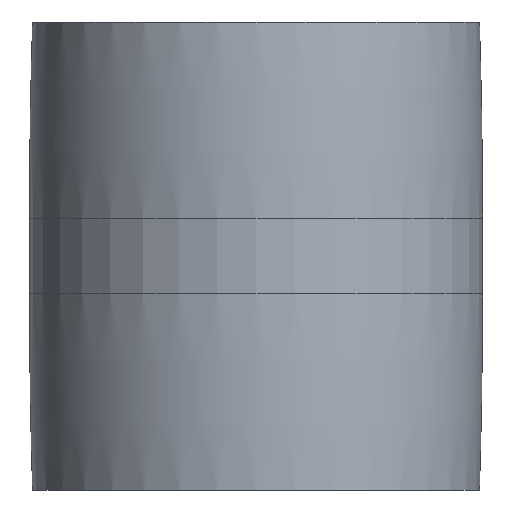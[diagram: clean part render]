
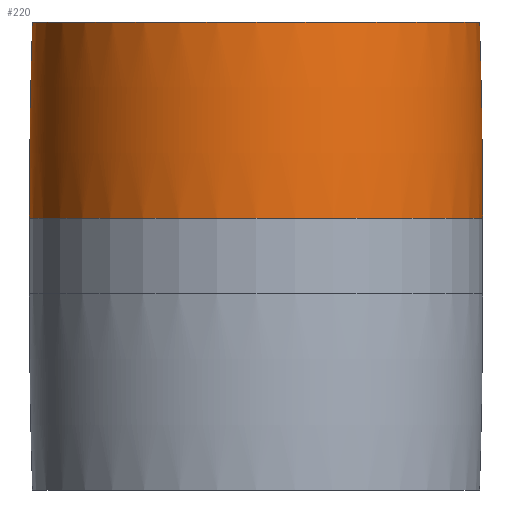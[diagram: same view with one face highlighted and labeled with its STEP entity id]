
A CAD part, front view. The second image highlights one B-rep face of the part: STEP entity #220.
In plain terms, the highlighted toroidal (fillet/blend) face has major radius 2006.08 mm and minor radius 2080.62 mm.
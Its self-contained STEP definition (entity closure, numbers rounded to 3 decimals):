
#17 = EDGE_CURVE ( 'NONE', #634, #237, #883, .T. ) ;
#21 = CARTESIAN_POINT ( 'NONE',  ( -2006.075, 0., 12.5 ) ) ;
#30 = CARTESIAN_POINT ( 'NONE',  ( -73.55, 0., 77. ) ) ;
#34 = DIRECTION ( 'NONE',  ( 0., 0., 1. ) ) ;
#43 = AXIS2_PLACEMENT_3D ( 'NONE', #614, #34, #906 ) ;
#58 = AXIS2_PLACEMENT_3D ( 'NONE', #21, #538, #317 ) ;
#108 = ORIENTED_EDGE ( 'NONE', *, *, #250, .T. ) ;
#125 = DIRECTION ( 'NONE',  ( 0., 0., 1. ) ) ;
#220 = ADVANCED_FACE ( 'NONE', ( #322 ), #306, .T. ) ;
#237 = VERTEX_POINT ( 'NONE', #30 ) ;
#250 = EDGE_CURVE ( 'NONE', #693, #907, #535, .T. ) ;
#256 = AXIS2_PLACEMENT_3D ( 'NONE', #419, #125, #856 ) ;
#274 = ORIENTED_EDGE ( 'NONE', *, *, #746, .T. ) ;
#306 = TOROIDAL_SURFACE ( 'NONE', #43, -2006.075, 2080.625 ) ;
#317 = DIRECTION ( 'NONE',  ( 0., 0., -1. ) ) ;
#322 = FACE_OUTER_BOUND ( 'NONE', #478, .T. ) ;
#369 = DIRECTION ( 'NONE',  ( 0., 1., 0. ) ) ;
#373 = AXIS2_PLACEMENT_3D ( 'NONE', #447, #664, #383 ) ;
#383 = DIRECTION ( 'NONE',  ( 1., 0., 0. ) ) ;
#419 = CARTESIAN_POINT ( 'NONE',  ( 0., 0., 77. ) ) ;
#447 = CARTESIAN_POINT ( 'NONE',  ( 0., 0., 12.5 ) ) ;
#478 = EDGE_LOOP ( 'NONE', ( #495, #274, #108, #625 ) ) ;
#495 = ORIENTED_EDGE ( 'NONE', *, *, #17, .F. ) ;
#506 = CARTESIAN_POINT ( 'NONE',  ( -74.55, 0., 12.5 ) ) ;
#511 = EDGE_CURVE ( 'NONE', #237, #907, #894, .T. ) ;
#534 = CARTESIAN_POINT ( 'NONE',  ( 73.55, 0., 77. ) ) ;
#535 = CIRCLE ( 'NONE', #58, 2080.625 ) ;
#538 = DIRECTION ( 'NONE',  ( 0., -1., 0. ) ) ;
#551 = CIRCLE ( 'NONE', #373, 74.55 ) ;
#556 = AXIS2_PLACEMENT_3D ( 'NONE', #684, #369, #961 ) ;
#614 = CARTESIAN_POINT ( 'NONE',  ( 0., 0., 12.5 ) ) ;
#625 = ORIENTED_EDGE ( 'NONE', *, *, #511, .F. ) ;
#634 = VERTEX_POINT ( 'NONE', #506 ) ;
#664 = DIRECTION ( 'NONE',  ( 0., 0., 1. ) ) ;
#684 = CARTESIAN_POINT ( 'NONE',  ( 2006.075, 0., 12.5 ) ) ;
#693 = VERTEX_POINT ( 'NONE', #886 ) ;
#746 = EDGE_CURVE ( 'NONE', #634, #693, #551, .T. ) ;
#856 = DIRECTION ( 'NONE',  ( 1., 0., 0. ) ) ;
#883 = CIRCLE ( 'NONE', #556, 2080.625 ) ;
#886 = CARTESIAN_POINT ( 'NONE',  ( 74.55, 0., 12.5 ) ) ;
#894 = CIRCLE ( 'NONE', #256, 73.55 ) ;
#906 = DIRECTION ( 'NONE',  ( 1., 0., 0. ) ) ;
#907 = VERTEX_POINT ( 'NONE', #534 ) ;
#961 = DIRECTION ( 'NONE',  ( -1., 0., 0. ) ) ;
